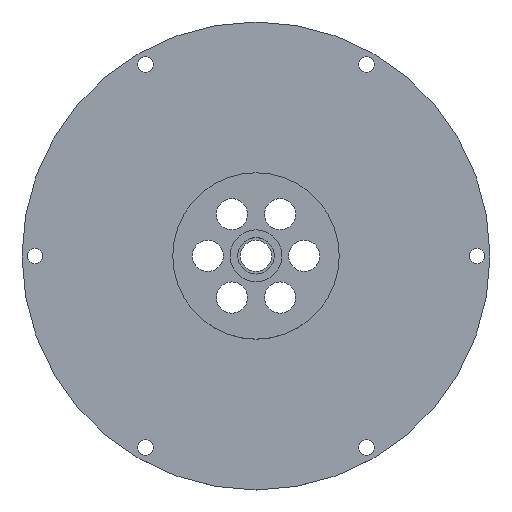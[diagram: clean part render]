
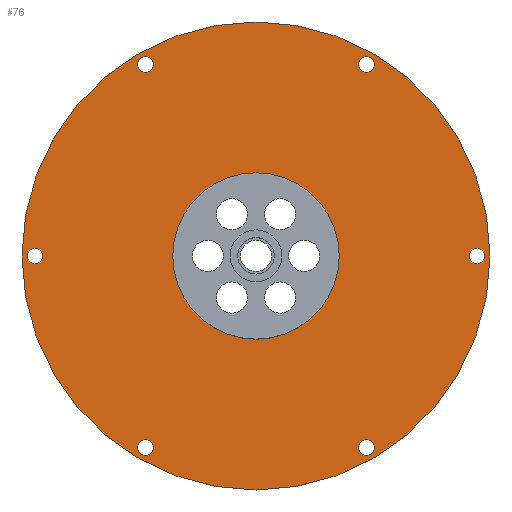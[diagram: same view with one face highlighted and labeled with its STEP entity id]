
A CAD part, top view. The second image highlights one B-rep face of the part: STEP entity #76.
In plain terms, the highlighted planar face has unit normal (0, 0, 1).
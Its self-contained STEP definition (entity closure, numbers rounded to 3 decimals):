
#76=ADVANCED_FACE('',(#172,#173,#174,#175,#176,#177,#178,#123),#511,.T.);
#123=FACE_OUTER_BOUND('',#229,.F.);
#172=FACE_BOUND('',#222,.F.);
#173=FACE_BOUND('',#223,.F.);
#174=FACE_BOUND('',#224,.F.);
#175=FACE_BOUND('',#225,.F.);
#176=FACE_BOUND('',#226,.F.);
#177=FACE_BOUND('',#227,.F.);
#178=FACE_BOUND('',#228,.F.);
#222=EDGE_LOOP('',(#362,#363));
#223=EDGE_LOOP('',(#364,#365));
#224=EDGE_LOOP('',(#366,#367));
#225=EDGE_LOOP('',(#368,#369));
#226=EDGE_LOOP('',(#370,#371));
#227=EDGE_LOOP('',(#372,#373));
#228=EDGE_LOOP('',(#374,#375));
#229=EDGE_LOOP('',(#376,#377));
#362=ORIENTED_EDGE('',*,*,#752,.T.);
#363=ORIENTED_EDGE('',*,*,#751,.T.);
#364=ORIENTED_EDGE('',*,*,#750,.T.);
#365=ORIENTED_EDGE('',*,*,#749,.T.);
#366=ORIENTED_EDGE('',*,*,#748,.T.);
#367=ORIENTED_EDGE('',*,*,#747,.T.);
#368=ORIENTED_EDGE('',*,*,#746,.T.);
#369=ORIENTED_EDGE('',*,*,#745,.T.);
#370=ORIENTED_EDGE('',*,*,#744,.T.);
#371=ORIENTED_EDGE('',*,*,#743,.T.);
#372=ORIENTED_EDGE('',*,*,#742,.T.);
#373=ORIENTED_EDGE('',*,*,#741,.T.);
#374=ORIENTED_EDGE('',*,*,#740,.T.);
#375=ORIENTED_EDGE('',*,*,#739,.T.);
#376=ORIENTED_EDGE('',*,*,#754,.F.);
#377=ORIENTED_EDGE('',*,*,#753,.F.);
#511=PLANE('',#1003);
#647=CIRCLE('',#956,32.);
#648=CIRCLE('',#957,32.);
#649=CIRCLE('',#958,3.);
#650=CIRCLE('',#959,3.);
#651=CIRCLE('',#960,3.);
#652=CIRCLE('',#961,3.);
#653=CIRCLE('',#962,3.);
#654=CIRCLE('',#963,3.);
#655=CIRCLE('',#964,3.);
#656=CIRCLE('',#965,3.);
#657=CIRCLE('',#966,3.);
#658=CIRCLE('',#967,3.);
#659=CIRCLE('',#968,3.);
#660=CIRCLE('',#969,3.);
#661=CIRCLE('',#970,90.);
#662=CIRCLE('',#971,90.);
#739=EDGE_CURVE('',#861,#862,#647,.T.);
#740=EDGE_CURVE('',#862,#861,#648,.T.);
#741=EDGE_CURVE('',#828,#827,#649,.T.);
#742=EDGE_CURVE('',#827,#828,#650,.T.);
#743=EDGE_CURVE('',#826,#825,#651,.T.);
#744=EDGE_CURVE('',#825,#826,#652,.T.);
#745=EDGE_CURVE('',#824,#823,#653,.T.);
#746=EDGE_CURVE('',#823,#824,#654,.T.);
#747=EDGE_CURVE('',#822,#821,#655,.T.);
#748=EDGE_CURVE('',#821,#822,#656,.T.);
#749=EDGE_CURVE('',#820,#819,#657,.T.);
#750=EDGE_CURVE('',#819,#820,#658,.T.);
#751=EDGE_CURVE('',#818,#817,#659,.T.);
#752=EDGE_CURVE('',#817,#818,#660,.T.);
#753=EDGE_CURVE('',#816,#815,#661,.T.);
#754=EDGE_CURVE('',#815,#816,#662,.T.);
#815=VERTEX_POINT('',#1345);
#816=VERTEX_POINT('',#1346);
#817=VERTEX_POINT('',#1347);
#818=VERTEX_POINT('',#1348);
#819=VERTEX_POINT('',#1349);
#820=VERTEX_POINT('',#1350);
#821=VERTEX_POINT('',#1351);
#822=VERTEX_POINT('',#1352);
#823=VERTEX_POINT('',#1353);
#824=VERTEX_POINT('',#1354);
#825=VERTEX_POINT('',#1355);
#826=VERTEX_POINT('',#1356);
#827=VERTEX_POINT('',#1357);
#828=VERTEX_POINT('',#1358);
#861=VERTEX_POINT('',#1391);
#862=VERTEX_POINT('',#1392);
#956=AXIS2_PLACEMENT_3D('',#1525,#1143,#1144);
#957=AXIS2_PLACEMENT_3D('',#1526,#1145,#1146);
#958=AXIS2_PLACEMENT_3D('',#1527,#1147,#1148);
#959=AXIS2_PLACEMENT_3D('',#1528,#1149,#1150);
#960=AXIS2_PLACEMENT_3D('',#1529,#1151,#1152);
#961=AXIS2_PLACEMENT_3D('',#1530,#1153,#1154);
#962=AXIS2_PLACEMENT_3D('',#1531,#1155,#1156);
#963=AXIS2_PLACEMENT_3D('',#1532,#1157,#1158);
#964=AXIS2_PLACEMENT_3D('',#1533,#1159,#1160);
#965=AXIS2_PLACEMENT_3D('',#1534,#1161,#1162);
#966=AXIS2_PLACEMENT_3D('',#1535,#1163,#1164);
#967=AXIS2_PLACEMENT_3D('',#1536,#1165,#1166);
#968=AXIS2_PLACEMENT_3D('',#1537,#1167,#1168);
#969=AXIS2_PLACEMENT_3D('',#1538,#1169,#1170);
#970=AXIS2_PLACEMENT_3D('',#1539,#1171,#1172);
#971=AXIS2_PLACEMENT_3D('',#1540,#1173,#1174);
#1003=AXIS2_PLACEMENT_3D('',#1600,#1265,#1266);
#1143=DIRECTION('',(0.,0.,1.));
#1144=DIRECTION('',(-1.,0.,0.));
#1145=DIRECTION('',(0.,0.,1.));
#1146=DIRECTION('',(1.,0.,0.));
#1147=DIRECTION('',(0.,0.,1.));
#1148=DIRECTION('',(-0.5,0.866,0.));
#1149=DIRECTION('',(0.,0.,1.));
#1150=DIRECTION('',(0.5,-0.866,0.));
#1151=DIRECTION('',(0.,0.,1.));
#1152=DIRECTION('',(0.5,0.866,0.));
#1153=DIRECTION('',(0.,0.,1.));
#1154=DIRECTION('',(-0.5,-0.866,0.));
#1155=DIRECTION('',(0.,0.,1.));
#1156=DIRECTION('',(0.5,-0.866,0.));
#1157=DIRECTION('',(0.,0.,1.));
#1158=DIRECTION('',(-0.5,0.866,0.));
#1159=DIRECTION('',(0.,0.,1.));
#1160=DIRECTION('',(1.,0.,0.));
#1161=DIRECTION('',(0.,0.,1.));
#1162=DIRECTION('',(-1.,0.,0.));
#1163=DIRECTION('',(0.,0.,1.));
#1164=DIRECTION('',(-0.5,-0.866,0.));
#1165=DIRECTION('',(0.,0.,1.));
#1166=DIRECTION('',(0.5,0.866,0.));
#1167=DIRECTION('',(0.,0.,1.));
#1168=DIRECTION('',(-1.,0.,0.));
#1169=DIRECTION('',(0.,0.,1.));
#1170=DIRECTION('',(1.,0.,0.));
#1171=DIRECTION('',(0.,0.,1.));
#1172=DIRECTION('',(-1.,0.,0.));
#1173=DIRECTION('',(0.,0.,1.));
#1174=DIRECTION('',(1.,0.,0.));
#1265=DIRECTION('',(0.,0.,1.));
#1266=DIRECTION('',(1.,0.,0.));
#1345=CARTESIAN_POINT('',(32.713,65.353,53.));
#1346=CARTESIAN_POINT('',(-147.287,65.353,53.));
#1347=CARTESIAN_POINT('',(30.713,65.353,53.));
#1348=CARTESIAN_POINT('',(24.713,65.353,53.));
#1349=CARTESIAN_POINT('',(-13.287,141.564,53.));
#1350=CARTESIAN_POINT('',(-16.287,136.368,53.));
#1351=CARTESIAN_POINT('',(-145.287,65.353,53.));
#1352=CARTESIAN_POINT('',(-139.287,65.353,53.));
#1353=CARTESIAN_POINT('',(-101.287,141.564,53.));
#1354=CARTESIAN_POINT('',(-98.287,136.368,53.));
#1355=CARTESIAN_POINT('',(-101.287,-10.857,53.));
#1356=CARTESIAN_POINT('',(-98.287,-5.661,53.));
#1357=CARTESIAN_POINT('',(-13.287,-10.857,53.));
#1358=CARTESIAN_POINT('',(-16.287,-5.661,53.));
#1391=CARTESIAN_POINT('',(-89.287,65.353,53.));
#1392=CARTESIAN_POINT('',(-25.287,65.353,53.));
#1525=CARTESIAN_POINT('',(-57.287,65.353,53.));
#1526=CARTESIAN_POINT('',(-57.287,65.353,53.));
#1527=CARTESIAN_POINT('',(-14.787,-8.259,53.));
#1528=CARTESIAN_POINT('',(-14.787,-8.259,53.));
#1529=CARTESIAN_POINT('',(-99.787,-8.259,53.));
#1530=CARTESIAN_POINT('',(-99.787,-8.259,53.));
#1531=CARTESIAN_POINT('',(-99.787,138.966,53.));
#1532=CARTESIAN_POINT('',(-99.787,138.966,53.));
#1533=CARTESIAN_POINT('',(-142.287,65.353,53.));
#1534=CARTESIAN_POINT('',(-142.287,65.353,53.));
#1535=CARTESIAN_POINT('',(-14.787,138.966,53.));
#1536=CARTESIAN_POINT('',(-14.787,138.966,53.));
#1537=CARTESIAN_POINT('',(27.713,65.353,53.));
#1538=CARTESIAN_POINT('',(27.713,65.353,53.));
#1539=CARTESIAN_POINT('',(-57.287,65.353,53.));
#1540=CARTESIAN_POINT('',(-57.287,65.353,53.));
#1600=CARTESIAN_POINT('',(-149.205,-26.449,53.));
